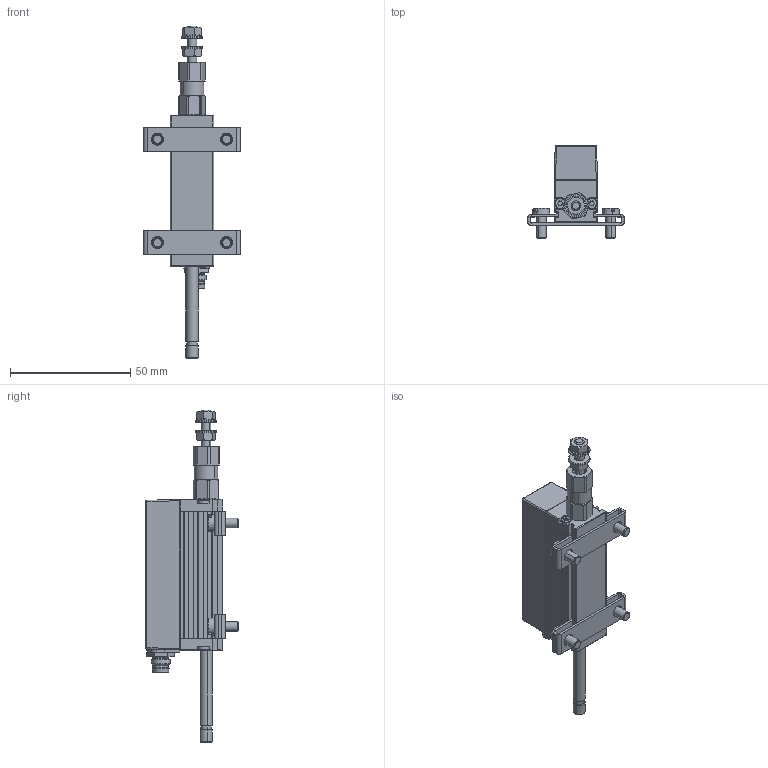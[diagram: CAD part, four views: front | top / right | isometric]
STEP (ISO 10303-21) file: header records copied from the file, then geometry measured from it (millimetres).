
FILE_DESCRIPTION (( 'STEP AP214' ), '1' );
FILE_NAME ('LS1-0025-001-plug-retract.step', '2012-06-15T07:02:57', ( 'dummy' ), ( '' ), 'SwSTEP 2.0', 'SolidWorks 2011', '' );
FILE_SCHEMA (( 'AUTOMOTIVE_DESIGN' ));
Length unit declared in the file: millimetre
Products named in the file (1): LS1-0025-001-plug-retract
Bounding box: 40.19 x 38.78 x 138 mm (x, y, z)
Surface area: 16439.6 mm2 (no closed solid volume)
Topology: 0 solids, 67 shells, 645 faces, 2676 edges, 2052 vertices
Faces by surface type: plane 295, cylinder 225, cone 88, torus 23, sphere 8, bspline 6
Entity records: 39881 total; most frequent: CARTESIAN_POINT 11774, DIRECTION 4235, ORIENTED_EDGE 3751, EDGE_CURVE 2672, VERTEX_POINT 2052, AXIS2_PLACEMENT_3D 1433, LINE 1369, VECTOR 1369
